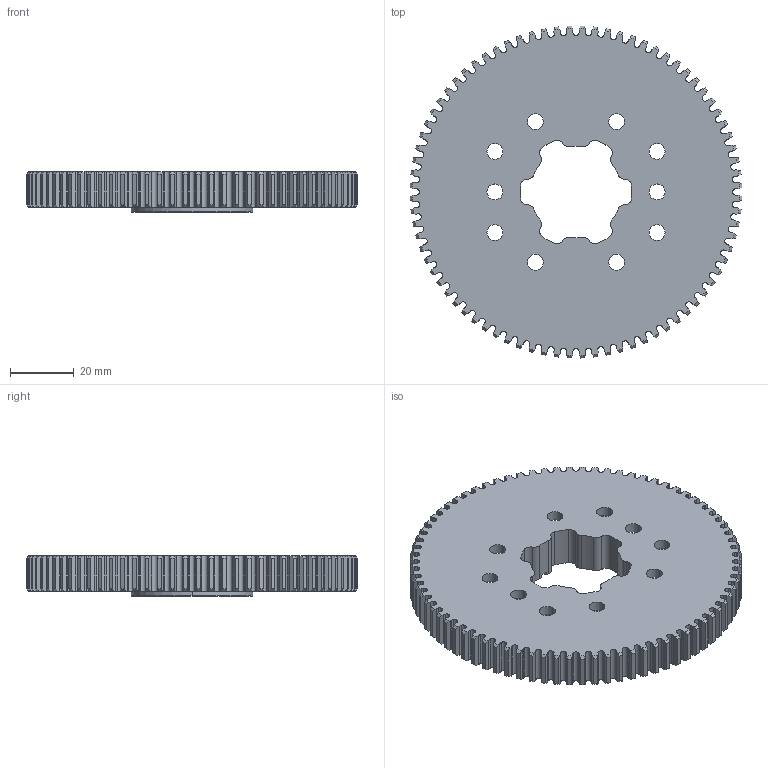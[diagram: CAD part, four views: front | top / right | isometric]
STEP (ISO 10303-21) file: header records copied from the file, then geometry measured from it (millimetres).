
FILE_DESCRIPTION (( 'STEP AP203' ), '1' );
FILE_NAME ('REV-21-3034.STEP', '2022-04-04T19:45:41', ( '' ), ( '' ), 'SwSTEP 2.0', 'SolidWorks 2022', '' );
FILE_SCHEMA (( 'CONFIG_CONTROL_DESIGN' ));
Length unit declared in the file: inch
Products named in the file (1): REV-21-3034
Bounding box: 104 x 104 x 12.7 mm (x, y, z)
Volume: 32242.3 mm3; surface area: 26438.8 mm2
Topology: 1 solids, 1 shells, 914 faces, 2727 edges, 1816 vertices
Faces by surface type: bspline 320, cylinder 260, plane 167, cone 163, torus 4
Entity records: 40462 total; most frequent: CARTESIAN_POINT 17945, ORIENTED_EDGE 5454, DIRECTION 3649, EDGE_CURVE 2727, VERTEX_POINT 1816, AXIS2_PLACEMENT_3D 1290, LINE 1069, VECTOR 1069
